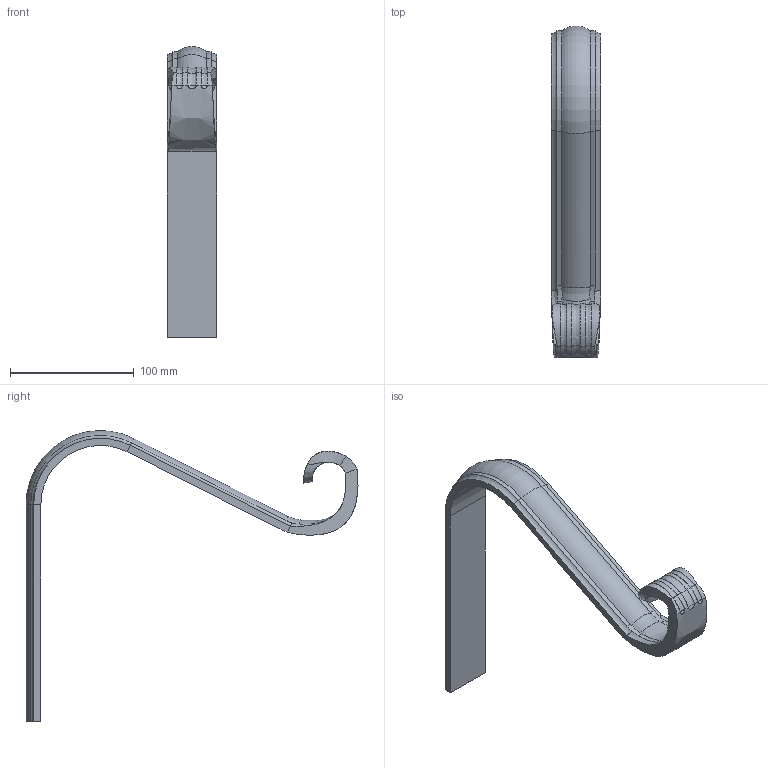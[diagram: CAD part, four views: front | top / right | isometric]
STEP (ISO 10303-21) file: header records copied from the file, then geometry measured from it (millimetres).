
FILE_DESCRIPTION (( 'STEP AP203' ), '1' );
FILE_NAME ('2067.STEP', '2024-10-14T10:52:35', ( '' ), ( '' ), 'SwSTEP 2.0', 'SolidWorks 2018', '' );
FILE_SCHEMA (( 'CONFIG_CONTROL_DESIGN' ));
Length unit declared in the file: millimetre
Products named in the file (1): 2067
Bounding box: 40 x 268.24 x 234.95 mm (x, y, z)
Volume: 203059.6 mm3; surface area: 53394.4 mm2
Topology: 1 solids, 1 shells, 264 faces, 694 edges, 450 vertices
Faces by surface type: bspline 129, plane 123, cylinder 9, torus 3
Entity records: 15145 total; most frequent: CARTESIAN_POINT 9463, ORIENTED_EDGE 1388, DIRECTION 729, EDGE_CURVE 694, VERTEX_POINT 450, VECTOR 419, LINE 419, EDGE_LOOP 282
